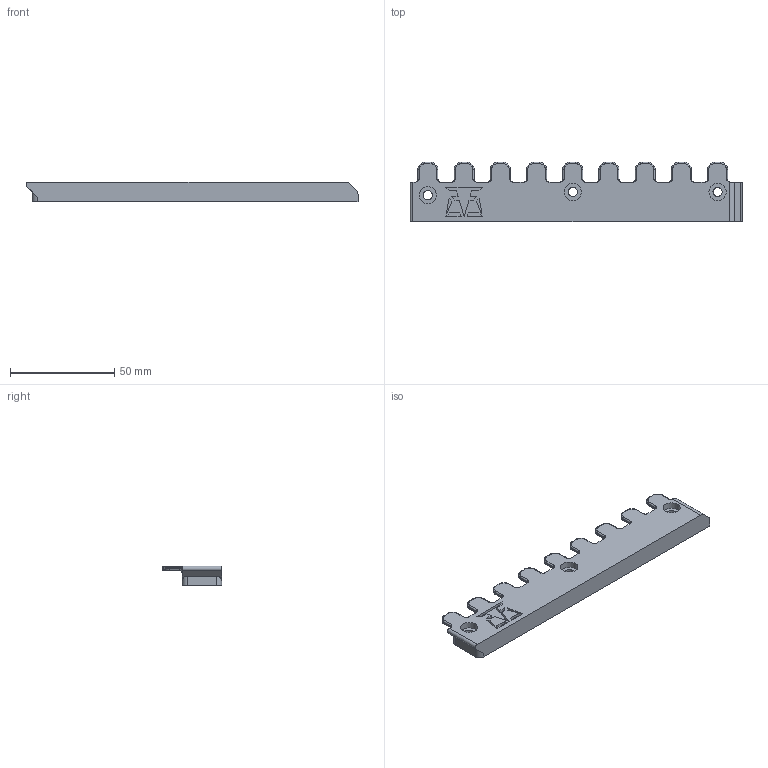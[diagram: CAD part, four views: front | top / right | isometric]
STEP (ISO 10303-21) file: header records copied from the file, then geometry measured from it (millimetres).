
FILE_DESCRIPTION(/* description */ (''),/* implementation_level */ '2;1');
FILE_NAME(/* name */ 'QLS Hodler v6.step',/* time_stamp */ '2024-09-13T04:31:54-05:00',/* author */ (''),/* organization */ (''),/* preprocessor_version */ 'ST-DEVELOPER v20',/* originating_system */ 'Autodesk Translation Framework v13.14.0.145',/* authorisation */ '');
FILE_SCHEMA (('AUTOMOTIVE_DESIGN { 1 0 10303 214 3 1 1 }'));
Length unit declared in the file: inch
Products named in the file (1): QLS Hodler
Bounding box: 159.56 x 28.57 x 9.53 mm (x, y, z)
Volume: 28982 mm3; surface area: 11560.3 mm2
Topology: 1 solids, 1 shells, 373 faces, 891 edges, 528 vertices
Faces by surface type: cylinder 164, torus 108, plane 101
Full cylindrical faces by diameter (mm): 4.445 x3, 8.255 x3
Entity records: 10902 total; most frequent: DIRECTION 2056, CARTESIAN_POINT 1960, ORIENTED_EDGE 1782, EDGE_CURVE 891, AXIS2_PLACEMENT_3D 810, VERTEX_POINT 528, LINE 436, VECTOR 436
